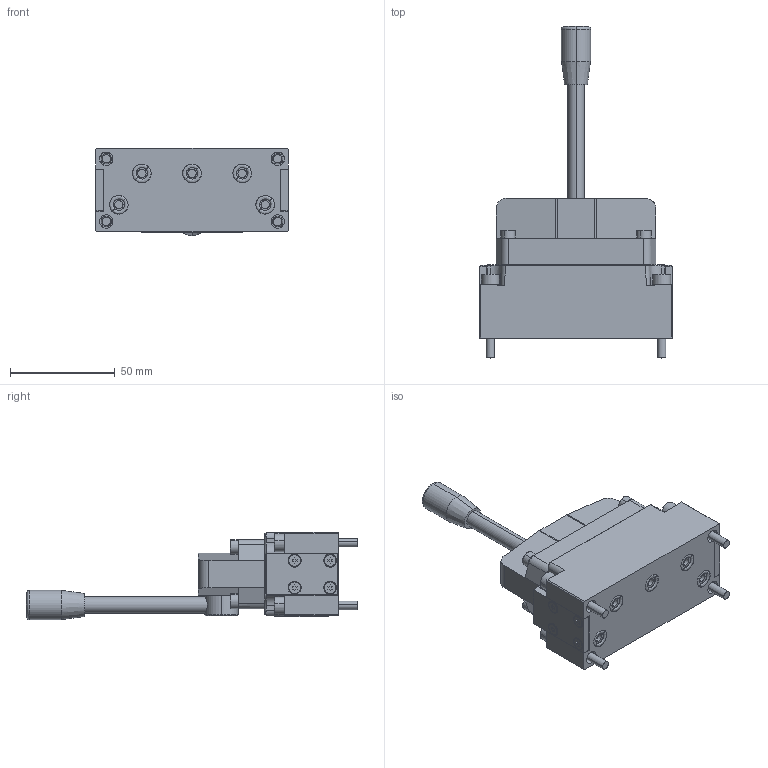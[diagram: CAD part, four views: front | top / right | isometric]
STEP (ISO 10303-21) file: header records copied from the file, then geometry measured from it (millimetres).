
FILE_DESCRIPTION (( 'STEP AP214' ), '1' );
FILE_NAME ('3839885 WVM-4B-4_3-E-HFL.STEP', '2016-08-22T11:15:50', ( 'admin' ), ( '' ), 'SwSTEP 2.0', 'SolidWorks 2014', '' );
FILE_SCHEMA (( 'AUTOMOTIVE_DESIGN' ));
Length unit declared in the file: millimetre
Products named in the file (1): 3839885 WVM-4B-4_3-E-HFL
Bounding box: 92.5 x 158.8 x 41.8 mm (x, y, z)
Volume: 189919.3 mm3; surface area: 37705.1 mm2
Topology: 12 solids, 26 shells, 950 faces, 2315 edges, 1487 vertices
Faces by surface type: plane 600, cylinder 166, bspline 75, cone 63, torus 44, sphere 2
Entity records: 38522 total; most frequent: CARTESIAN_POINT 6592, ORIENTED_EDGE 4614, DIRECTION 4336, EDGE_CURVE 2307, VECTOR 1608, LINE 1608, VERTEX_POINT 1487, AXIS2_PLACEMENT_3D 1364
